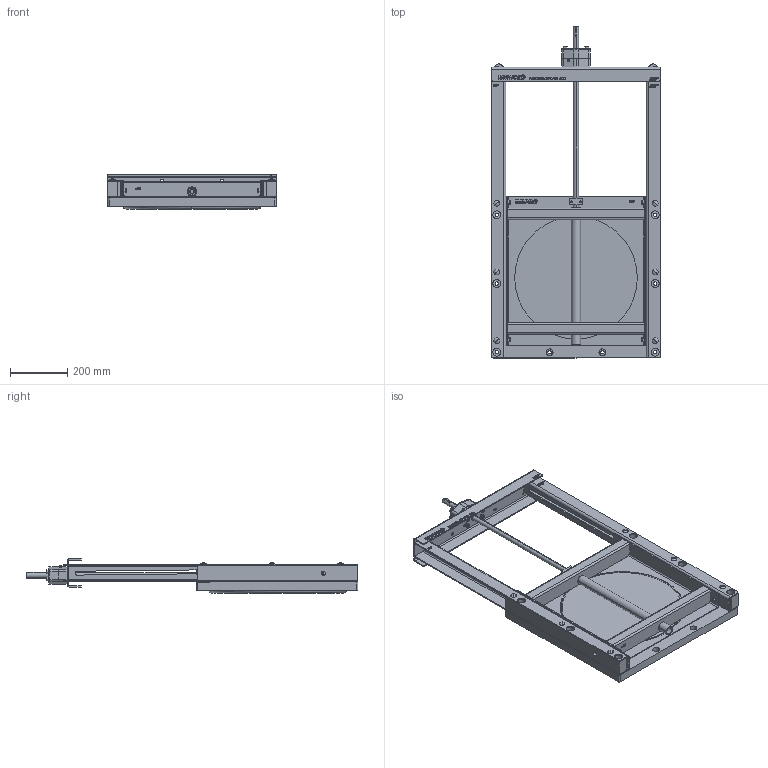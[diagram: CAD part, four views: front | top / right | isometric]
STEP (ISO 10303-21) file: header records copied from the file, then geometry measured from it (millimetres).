
FILE_DESCRIPTION (( 'STEP AP214' ), '1' );
FILE_NAME ('spk-tg Ø400_Ø16.STEP', '2024-10-07T15:04:44', ( '' ), ( '' ), 'SwSTEP 2.0', 'SolidWorks 2023', '' );
FILE_SCHEMA (( 'AUTOMOTIVE_DESIGN' ));
Length unit declared in the file: millimetre
Products named in the file (1): spk-tg Ø400_Ø16
Bounding box: 588 x 1159.25 x 119 mm (x, y, z)
Surface area: 2542831.5 mm2 (no closed solid volume)
Topology: 0 solids, 143 shells, 710 faces, 4132 edges, 3486 vertices
Faces by surface type: plane 348, cylinder 236, bspline 43, cone 41, torus 28, sphere 14
Entity records: 54138 total; most frequent: CARTESIAN_POINT 24368, ORIENTED_EDGE 5302, DIRECTION 5211, EDGE_CURVE 4126, VERTEX_POINT 3482, VECTOR 2111, LINE 2111, AXIS2_PLACEMENT_3D 1550
